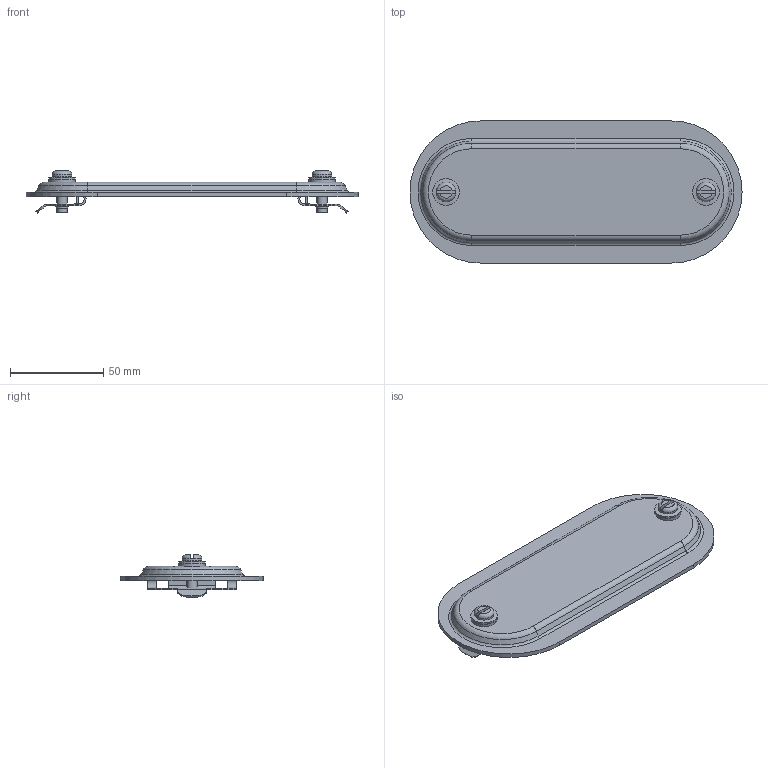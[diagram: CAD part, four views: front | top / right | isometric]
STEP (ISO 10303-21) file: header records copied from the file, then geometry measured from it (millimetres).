
FILE_DESCRIPTION(/* description */ (''),/* implementation_level */ '2;1');
FILE_NAME(/* name */ 'KIL_670SA.stp',/* time_stamp */ '2019-10-09T23:11:17+06:00',/* author */ ('mashraf'),/* organization */ (''),/* preprocessor_version */ 'ST-DEVELOPER v16.13',/* originating_system */ 'Autodesk Inventor 2018',/* authorisation */ '');
FILE_SCHEMA (('AUTOMOTIVE_DESIGN { 1 0 10303 214 3 1 1 }'));
Length unit declared in the file: inch
Products named in the file (4): 670SA; 17717; 18038; SEE NX 18023.PRT
Assembly tree (5 placements, depth 2):
  670SA
    17717
    18038  x2
    SEE NX 18023.PRT  x2
Bounding box: 177.8 x 76.2 x 22.54 mm (x, y, z)
Volume: 34767.2 mm3; surface area: 35411.7 mm2
Topology: 9 solids, 9 shells, 208 faces, 516 edges, 320 vertices
Faces by surface type: plane 90, cylinder 70, bspline 24, cone 12, torus 12
Full cylindrical faces by diameter (mm): 4.216 x2, 5.08 x2, 5.486 x2, 5.842 x2, 6.096 x2, 6.147 x2, 10.566 x2, 14.021 x2, 14.275 x2
Entity records: 3866 total; most frequent: CARTESIAN_POINT 1036, DIRECTION 552, ORIENTED_EDGE 544, EDGE_CURVE 272, AXIS2_PLACEMENT_3D 216, VERTEX_POINT 178, EDGE_LOOP 146, LINE 120
